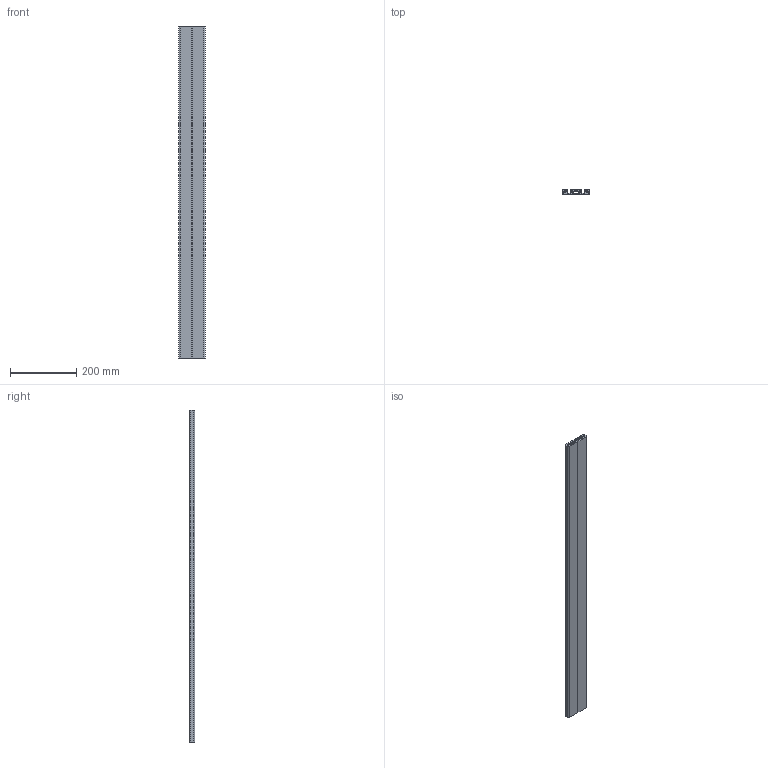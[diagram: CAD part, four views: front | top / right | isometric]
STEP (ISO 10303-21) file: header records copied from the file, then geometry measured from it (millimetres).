
FILE_DESCRIPTION((''),'2;1');
FILE_NAME('80x16S_N8_I.stp','2012-12-17T14:10:52',('Schwarz'),(''),'Autodesk Inventor 2009','Autodesk Inventor 2009','');
FILE_SCHEMA(('AUTOMOTIVE_DESIGN { 1 0 10303 214 1 1 1 1 }'));
Length unit declared in the file: millimetre
Products named in the file (1): 80x16S_N8_I
Bounding box: 80 x 16 x 1000 mm (x, y, z)
Volume: 789588.1 mm3; surface area: 341893.5 mm2
Topology: 1 solids, 1 shells, 55 faces, 159 edges, 106 vertices
Faces by surface type: cylinder 32, plane 23
Full cylindrical faces by diameter (mm): 5 x2
Entity records: 1865 total; most frequent: DIRECTION 333, CARTESIAN_POINT 319, ORIENTED_EDGE 314, EDGE_CURVE 157, AXIS2_PLACEMENT_3D 120, VERTEX_POINT 106, VECTOR 93, LINE 93
